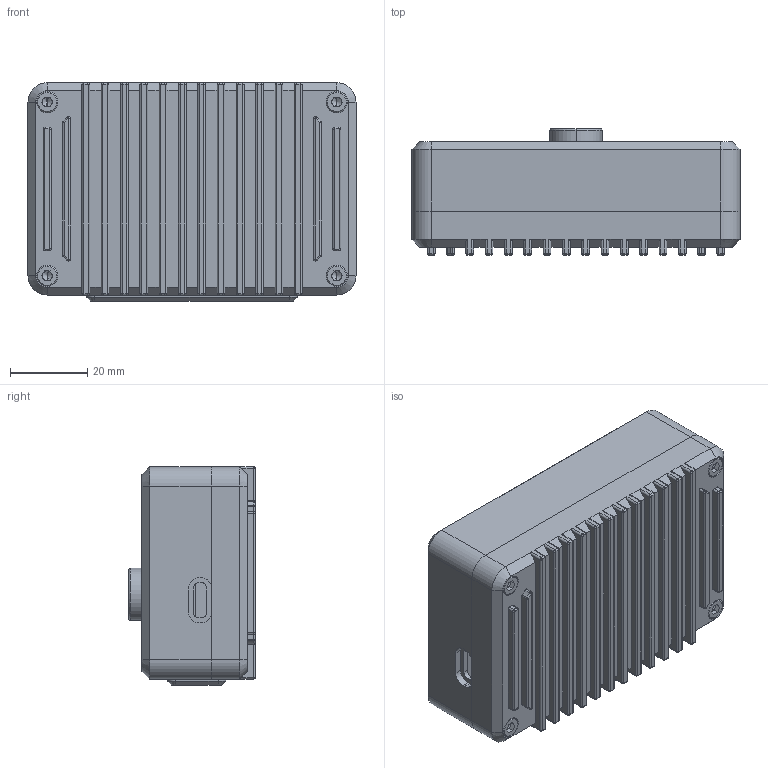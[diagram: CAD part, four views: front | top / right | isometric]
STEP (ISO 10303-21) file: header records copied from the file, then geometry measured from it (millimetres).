
FILE_DESCRIPTION (( 'STEP AP203' ), '1' );
FILE_NAME ('CAD.STEP', '2025-07-17T04:50:55', ( '' ), ( '' ), 'SwSTEP 2.0', 'SolidWorks 2023', '' );
FILE_SCHEMA (( 'CONFIG_CONTROL_DESIGN' ));
Length unit declared in the file: millimetre
Products named in the file (13): C_0805_2012Metric_1; Button Top; Led Diffuser V2; socket head cap screw_am_B18.3.1M - 2 x 0.4 x 5 Hex SHCS -- 5NHX; Radxa 8MP Camera; socket head cap screw_am_B18.3.1M - 3 x 0.5 x 5 Hex SHCS -- 5NHX; WS2812B Halo_PCB_1; Camera Back; WS2812B Halo; LED_WS2812B_PLCC4_5.0x5.0mm_P3.2mm_1; CAD; Camera Top; WS2812B Halo_soldermask_1
Assembly tree (28 placements, depth 3):
  CAD
    Camera Back
    Camera Top
    Button Top
    Radxa 8MP Camera
    WS2812B Halo
      LED_WS2812B_PLCC4_5.0x5.0mm_P3.2mm_1  x6
      C_0805_2012Metric_1  x7
      WS2812B Halo_soldermask_1
      WS2812B Halo_PCB_1
    Led Diffuser V2
    socket head cap screw_am_B18.3.1M - 2 x 0.4 x 5 Hex SHCS -- 5NHX  x3
    socket head cap screw_am_B18.3.1M - 3 x 0.5 x 5 Hex SHCS -- 5NHX  x4
Bounding box: 85 x 32.69 x 56.59 mm (x, y, z)
Volume: 47622.4 mm3; surface area: 44508.1 mm2
Topology: 26 solids, 28 shells, 1503 faces, 3973 edges, 2540 vertices
Faces by surface type: plane 709, cylinder 581, torus 112, cone 76, bspline 20, sphere 5
Entity records: 29673 total; most frequent: CARTESIAN_POINT 6444, DIRECTION 4682, ORIENTED_EDGE 4380, EDGE_CURVE 2246, AXIS2_PLACEMENT_3D 1772, VERTEX_POINT 1450, LINE 1138, VECTOR 1138
